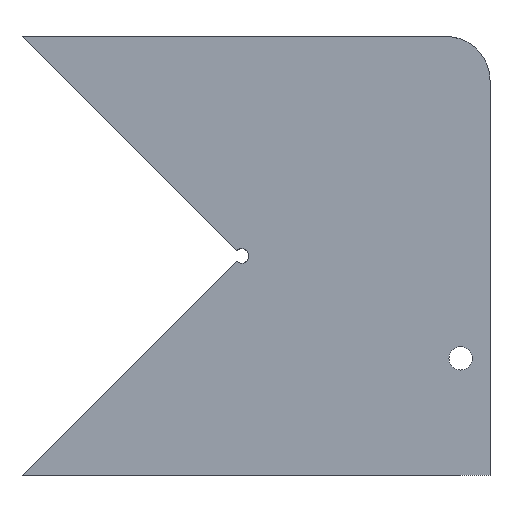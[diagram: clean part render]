
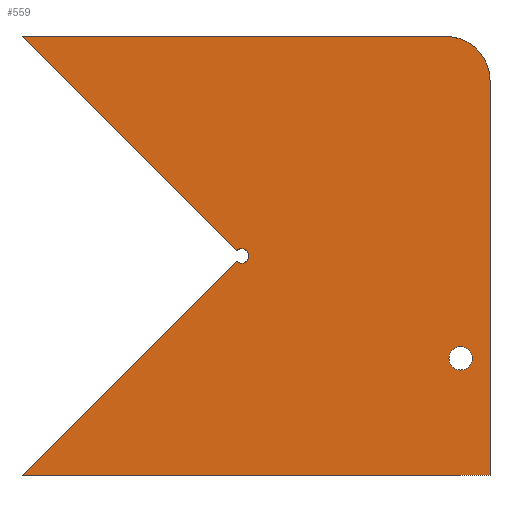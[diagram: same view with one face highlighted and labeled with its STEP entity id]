
A CAD part, top view. The second image highlights one B-rep face of the part: STEP entity #559.
In plain terms, the highlighted planar face has unit normal (0, 0, 1).
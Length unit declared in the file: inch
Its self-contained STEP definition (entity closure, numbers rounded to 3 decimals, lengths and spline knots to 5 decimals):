
#5 = VECTOR ( 'NONE', #727, 39.37008 ) ;
#17 = AXIS2_PLACEMENT_3D ( 'NONE', #34, #361, #845 ) ;
#23 = EDGE_CURVE ( 'NONE', #864, #575, #543, .T. ) ;
#34 = CARTESIAN_POINT ( 'NONE',  ( 0.9375, 0.9375, 0.5 ) ) ;
#38 = FACE_OUTER_BOUND ( 'NONE', #132, .T. ) ;
#52 = CARTESIAN_POINT ( 'NONE',  ( 2.8125, 0.0625, 0.5 ) ) ;
#55 = EDGE_CURVE ( 'NONE', #747, #541, #87, .T. ) ;
#58 = AXIS2_PLACEMENT_3D ( 'NONE', #52, #390, #325 ) ;
#59 = VERTEX_POINT ( 'NONE', #119 ) ;
#62 = ORIENTED_EDGE ( 'NONE', *, *, #55, .T. ) ;
#87 = CIRCLE ( 'NONE', #616, 0.375 ) ;
#99 = FACE_BOUND ( 'NONE', #836, .T. ) ;
#119 = CARTESIAN_POINT ( 'NONE',  ( 3.0625, -0.9375, 0.5 ) ) ;
#132 = EDGE_LOOP ( 'NONE', ( #153, #765, #794, #201, #267, #735, #62, #597 ) ) ;
#139 = EDGE_CURVE ( 'NONE', #183, #541, #301, .T. ) ;
#153 = ORIENTED_EDGE ( 'NONE', *, *, #680, .F. ) ;
#163 = EDGE_CURVE ( 'NONE', #575, #59, #369, .T. ) ;
#172 = CARTESIAN_POINT ( 'NONE',  ( -0.9375, 2.8125, 0.5 ) ) ;
#175 = EDGE_CURVE ( 'NONE', #460, #176, #642, .T. ) ;
#176 = VERTEX_POINT ( 'NONE', #513 ) ;
#178 = CARTESIAN_POINT ( 'NONE',  ( 3.0625, -0.9375, 0.5 ) ) ;
#182 = DIRECTION ( 'NONE',  ( 0., 0., 1. ) ) ;
#183 = VERTEX_POINT ( 'NONE', #641 ) ;
#193 = CARTESIAN_POINT ( 'NONE',  ( 0.9375, 0.9375, 0.5 ) ) ;
#201 = ORIENTED_EDGE ( 'NONE', *, *, #23, .T. ) ;
#216 = DIRECTION ( 'NONE',  ( 0., 0., 1. ) ) ;
#238 = DIRECTION ( 'NONE',  ( -1., 0., 0. ) ) ;
#243 = CIRCLE ( 'NONE', #844, 0.1005 ) ;
#264 = CARTESIAN_POINT ( 'NONE',  ( 0.9375, 0.9375, 0.5 ) ) ;
#265 = VERTEX_POINT ( 'NONE', #732 ) ;
#267 = ORIENTED_EDGE ( 'NONE', *, *, #163, .T. ) ;
#292 = EDGE_CURVE ( 'NONE', #265, #785, #720, .T. ) ;
#301 = LINE ( 'NONE', #172, #5 ) ;
#305 = DIRECTION ( 'NONE',  ( 0., 0., -1. ) ) ;
#317 = DIRECTION ( 'NONE',  ( 0., 1., 0. ) ) ;
#325 = DIRECTION ( 'NONE',  ( 1., 0., 0. ) ) ;
#333 = CARTESIAN_POINT ( 'NONE',  ( 0.9375, 0.9375, 0.5 ) ) ;
#355 = VECTOR ( 'NONE', #595, 39.37008 ) ;
#361 = DIRECTION ( 'NONE',  ( 0., 0., 1. ) ) ;
#368 = PLANE ( 'NONE',  #799 ) ;
#369 = LINE ( 'NONE', #427, #592 ) ;
#380 = CARTESIAN_POINT ( 'NONE',  ( -0.9375, -0.9375, 0.5 ) ) ;
#390 = DIRECTION ( 'NONE',  ( 0., 0., 1. ) ) ;
#400 = LINE ( 'NONE', #333, #418 ) ;
#417 = EDGE_CURVE ( 'NONE', #785, #265, #243, .T. ) ;
#418 = VECTOR ( 'NONE', #882, 39.37008 ) ;
#427 = CARTESIAN_POINT ( 'NONE',  ( -0.9375, -0.9375, 0.5 ) ) ;
#459 = DIRECTION ( 'NONE',  ( -1., 0., 0. ) ) ;
#460 = VERTEX_POINT ( 'NONE', #779 ) ;
#471 = DIRECTION ( 'NONE',  ( 0., 0., 1. ) ) ;
#498 = CARTESIAN_POINT ( 'NONE',  ( 3.0625, 2.4375, 0.5 ) ) ;
#513 = CARTESIAN_POINT ( 'NONE',  ( 0.89331, 0.98169, 0.5 ) ) ;
#519 = ORIENTED_EDGE ( 'NONE', *, *, #417, .F. ) ;
#521 = AXIS2_PLACEMENT_3D ( 'NONE', #193, #471, #746 ) ;
#526 = CARTESIAN_POINT ( 'NONE',  ( 2.6875, 2.4375, 0.5 ) ) ;
#541 = VERTEX_POINT ( 'NONE', #789 ) ;
#543 = LINE ( 'NONE', #264, #355 ) ;
#553 = CARTESIAN_POINT ( 'NONE',  ( 2.8125, 0.0625, 0.5 ) ) ;
#559 = ADVANCED_FACE ( 'NONE', ( #99, #38 ), #368, .F. ) ;
#575 = VERTEX_POINT ( 'NONE', #380 ) ;
#576 = CIRCLE ( 'NONE', #521, 0.0625 ) ;
#581 = CARTESIAN_POINT ( 'NONE',  ( 0.89331, 0.89331, 0.5 ) ) ;
#592 = VECTOR ( 'NONE', #652, 39.37008 ) ;
#595 = DIRECTION ( 'NONE',  ( -0.707, -0.707, 0. ) ) ;
#597 = ORIENTED_EDGE ( 'NONE', *, *, #139, .F. ) ;
#616 = AXIS2_PLACEMENT_3D ( 'NONE', #526, #182, #459 ) ;
#640 = CARTESIAN_POINT ( 'NONE',  ( 0., 0., 0.5 ) ) ;
#641 = CARTESIAN_POINT ( 'NONE',  ( -0.9375, 2.8125, 0.5 ) ) ;
#642 = CIRCLE ( 'NONE', #17, 0.0625 ) ;
#652 = DIRECTION ( 'NONE',  ( 1., 0., 0. ) ) ;
#668 = EDGE_CURVE ( 'NONE', #864, #460, #576, .T. ) ;
#680 = EDGE_CURVE ( 'NONE', #176, #183, #400, .T. ) ;
#706 = VECTOR ( 'NONE', #317, 39.37008 ) ;
#720 = CIRCLE ( 'NONE', #58, 0.1005 ) ;
#722 = LINE ( 'NONE', #178, #706 ) ;
#727 = DIRECTION ( 'NONE',  ( 1., 0., 0. ) ) ;
#732 = CARTESIAN_POINT ( 'NONE',  ( 2.712, 0.0625, 0.5 ) ) ;
#735 = ORIENTED_EDGE ( 'NONE', *, *, #884, .T. ) ;
#746 = DIRECTION ( 'NONE',  ( 1., 0., 0. ) ) ;
#747 = VERTEX_POINT ( 'NONE', #498 ) ;
#760 = CARTESIAN_POINT ( 'NONE',  ( 2.913, 0.0625, 0.5 ) ) ;
#765 = ORIENTED_EDGE ( 'NONE', *, *, #175, .F. ) ;
#779 = CARTESIAN_POINT ( 'NONE',  ( 1., 0.9375, 0.5 ) ) ;
#785 = VERTEX_POINT ( 'NONE', #760 ) ;
#789 = CARTESIAN_POINT ( 'NONE',  ( 2.6875, 2.8125, 0.5 ) ) ;
#794 = ORIENTED_EDGE ( 'NONE', *, *, #668, .F. ) ;
#799 = AXIS2_PLACEMENT_3D ( 'NONE', #640, #305, #238 ) ;
#827 = DIRECTION ( 'NONE',  ( 1., 0., 0. ) ) ;
#836 = EDGE_LOOP ( 'NONE', ( #519, #870 ) ) ;
#844 = AXIS2_PLACEMENT_3D ( 'NONE', #553, #216, #827 ) ;
#845 = DIRECTION ( 'NONE',  ( 1., 0., 0. ) ) ;
#864 = VERTEX_POINT ( 'NONE', #581 ) ;
#870 = ORIENTED_EDGE ( 'NONE', *, *, #292, .F. ) ;
#882 = DIRECTION ( 'NONE',  ( -0.707, 0.707, 0. ) ) ;
#884 = EDGE_CURVE ( 'NONE', #59, #747, #722, .T. ) ;
